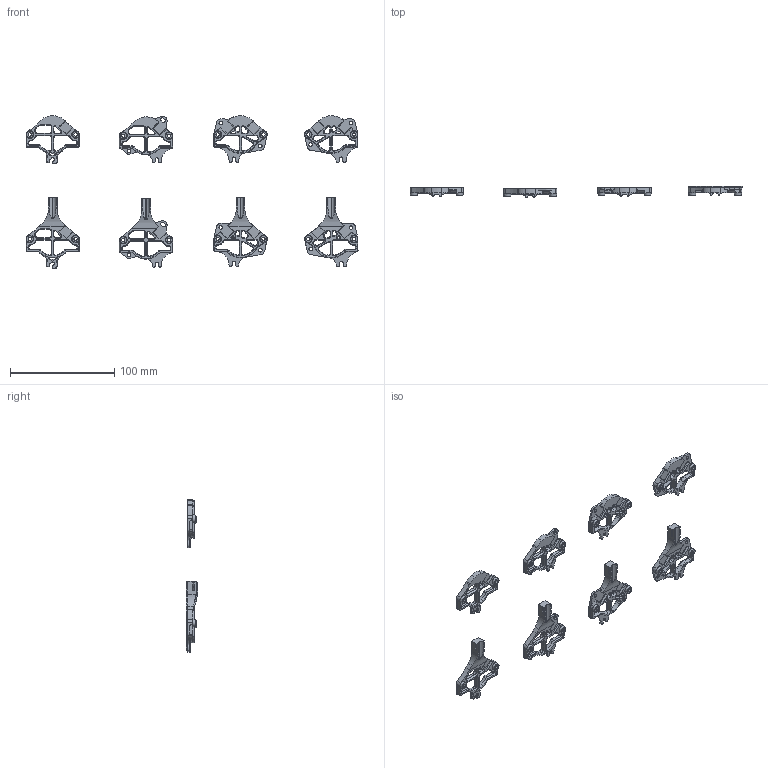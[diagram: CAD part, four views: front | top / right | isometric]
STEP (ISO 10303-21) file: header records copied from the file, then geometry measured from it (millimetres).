
FILE_DESCRIPTION(/* description */ ('STEP AP242','CAx-IF Rec.Pracs.---Representation and Presentation of Product Manufacturing Information (PMI)---4.0---2014-10-13'),/* implementation_level */ '2;1');
FILE_NAME(/* name */ 'Xol-Carriage_EBB_Mounts.step',/* time_stamp */ '2025-01-01T17:20:25-05:00',/* author */ (''),/* organization */ (''),/* preprocessor_version */ 'ST-DEVELOPER v20',/* originating_system */ 'Autodesk Translation Framework v13.20.0.188',/* authorisation */ '');
FILE_SCHEMA (('AP242_MANAGED_MODEL_BASED_3D_ENGINEERING_MIM_LF { 1 0 10303 442 1 1 4 }'));
Length unit declared in the file: millimetre
Products named in the file (9): Xol-Carriage_EBB_Mounts; EBB36 Mount - VZ-Hextrudort-Low; EBB36 Mount - VZ-Hextrudort-Low [strain relief]; EBB36 Mount - Orbiter2.0; EBB36 Mount - Orbiter2.0 [strain relief]; EBB36 Mount - Sherpa-Mini [strain relief]; EBB36 Mount - Sherpa-Mini; EBB36 Mount - Orbiter2.0_1; EBB36 Mount - Orbiter2.0 [strain relief]_1
Assembly tree (8 placements, depth 2):
  Xol-Carriage_EBB_Mounts
    EBB36 Mount - VZ-Hextrudort-Low
    EBB36 Mount - VZ-Hextrudort-Low [strain relief]
    EBB36 Mount - Orbiter2.0
    EBB36 Mount - Orbiter2.0 [strain relief]
    EBB36 Mount - Sherpa-Mini [strain relief]
    EBB36 Mount - Sherpa-Mini
    EBB36 Mount - Orbiter2.0_1
    EBB36 Mount - Orbiter2.0 [strain relief]_1
Bounding box: 318.16 x 10.77 x 146.27 mm (x, y, z)
Volume: 37919.3 mm3; surface area: 35717.6 mm2
Topology: 8 solids, 8 shells, 1460 faces, 3813 edges, 2365 vertices
Faces by surface type: plane 619, cylinder 502, cone 324, bspline 15
Full cylindrical faces by diameter (mm): 3.2 x16, 3.4 x10, 4.7 x12
Entity records: 45886 total; most frequent: CARTESIAN_POINT 8685, DIRECTION 8061, ORIENTED_EDGE 7622, EDGE_CURVE 3811, AXIS2_PLACEMENT_3D 2900, VERTEX_POINT 2365, LINE 2261, VECTOR 2261
